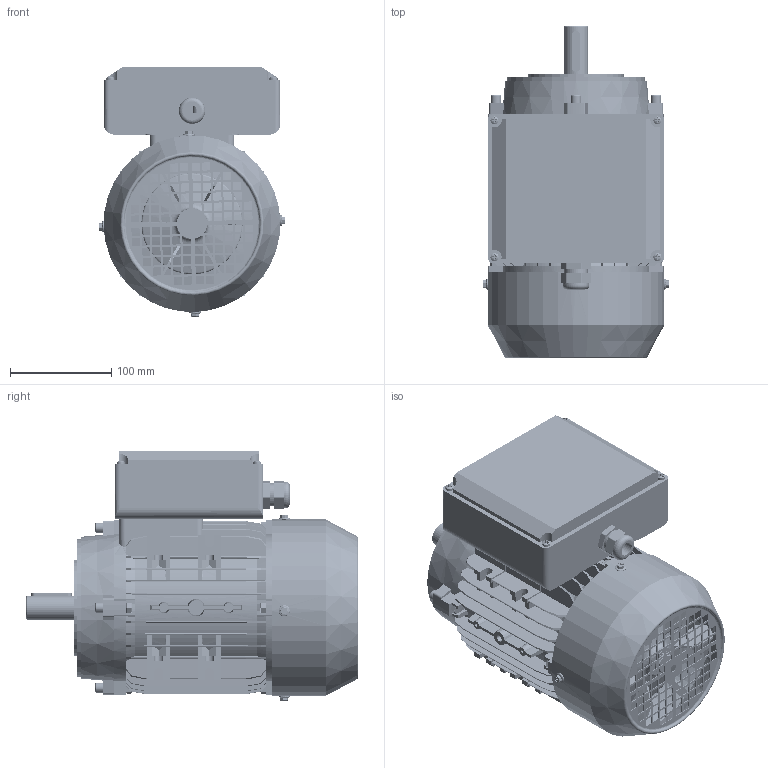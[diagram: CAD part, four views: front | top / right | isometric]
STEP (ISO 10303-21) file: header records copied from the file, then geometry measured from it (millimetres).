
FILE_DESCRIPTION (( 'STEP AP203' ), '1' );
FILE_NAME ('FBS-AKBK-90-S-B14.STEP', '2024-04-04T11:28:58', ( '' ), ( '' ), 'SwSTEP 2.0', 'SolidWorks 2023', '' );
FILE_SCHEMA (( 'CONFIG_CONTROL_DESIGN' ));
Products named in the file (3): FBS-AKBK-90-S-B5-OF; FBS-AKBK-90-S-B14; FLANSCH
Assembly tree (2 placements, depth 2):
  FBS-AKBK-90-S-B14
    FBS-AKBK-90-S-B5-OF
    FLANSCH
Bounding box: 183.8 x 327.82 x 246.4 mm (x, y, z)
Volume: 2985301 mm3; surface area: 1042993.5 mm2
Topology: 54 solids, 54 shells, 4947 faces, 13539 edges, 8852 vertices
Faces by surface type: cylinder 2272, plane 2098, cone 337, torus 152, bspline 70, sphere 18
Entity records: 207096 total; most frequent: CARTESIAN_POINT 84694, ORIENTED_EDGE 27078, DIRECTION 24243, EDGE_CURVE 13539, VERTEX_POINT 8852, AXIS2_PLACEMENT_3D 8558, LINE 7127, VECTOR 7127
